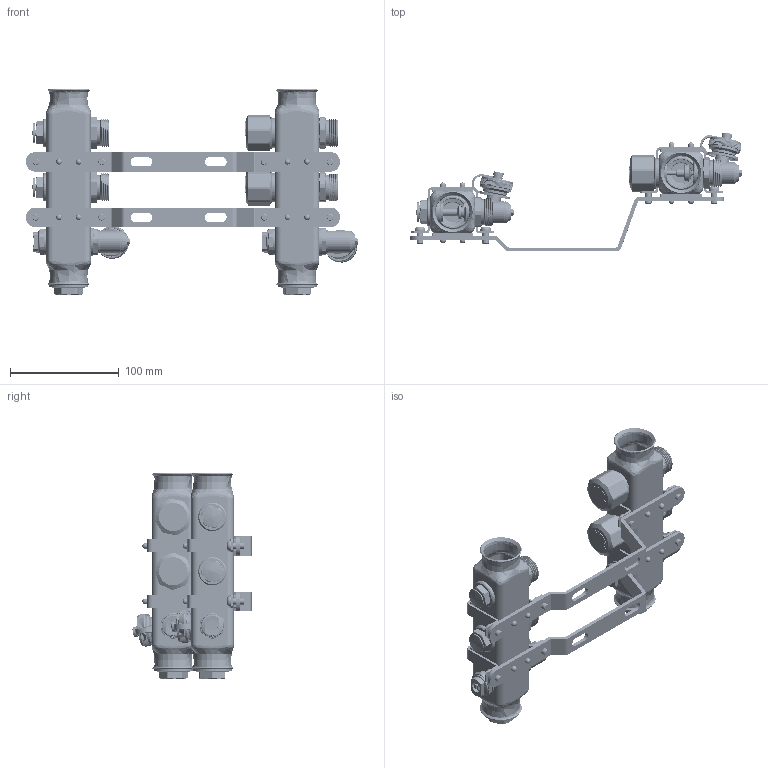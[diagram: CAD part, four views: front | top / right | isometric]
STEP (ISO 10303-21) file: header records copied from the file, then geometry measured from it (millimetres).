
FILE_DESCRIPTION (( 'STEP AP214' ), '1' );
FILE_NAME ('SSM-2R.STEP', '2023-11-11T17:26:33', ( '' ), ( '' ), 'SwSTEP 2.0', 'SolidWorks 2018', '' );
FILE_SCHEMA (( 'AUTOMOTIVE_DESIGN' ));
Length unit declared in the file: millimetre
Products named in the file (45): 滑菸煦阨ん盓殤; 7.6x1.9; 3100-15-01____.STEP; 蚾饜极す砎々; 縐遠; 肣菁啣; 滑菸盓殤縐遠; 粟銅杶; 霜講數3; 003裔赽; W3100-15邿阨概; 18X2; W3100-15邿阨概.STEP; SSM-2R; 齬ァ概呿蹋芛; 3100-15-05____.STEP; 3H; O____13x1.5.STEP; 齬ァ概羲壽; O____16x1.9.STEP; 3100-15-02____.STEP; 祥凄詩裝赽; 囀鞠褒諉芛; ѹñ; 326.200.00__________24.2x2.STEP; 懦伎鬥忒謫; 354.002.00__________.STEP; O____7x1.5.STEP; O____10x2.5.STEP; 黑簽; J002-FL; M6X12蹟佪; 3100-15-03____.STEP; 3100-15-04______.STEP; 003郪蚾; 18X2.5; O____22x2.STEP; 盓殤砎々18潔擒; 砎蝶菁啣; 概郋郪蚾3 ...
Assembly tree (63 placements, depth 5):
  SSM-2R
    概郋郪蚾3
      3H
      粟銅概郋蚾饜极  x2
        媼芛簽
        ѹñ
        祥凄詩裝赽
        粟銅杶
        肣菁啣
        砎蝶菁啣
        7.6x1.9
        18X2.5
      囀鞠褒諉芛  x2
      懦伎鬥忒謫  x2
      黑簽
      W3100-15邿阨概
        W3100-15邿阨概.STEP
          3100-15-01____.STEP
          3100-15-02____.STEP
          3100-15-03____.STEP
          3100-15-04______.STEP
          O____10x2.5.STEP
          O____13x1.5.STEP
          O____7x1.5.STEP
          O____22x2.STEP
          3100-15-05____.STEP
          326.200.00__________24.2x2.STEP
          O____16x1.9.STEP  x2
          354.002.00__________.STEP
      齬ァ概
        齬ァ概肣璃
        齬ァ概呿蹋芛
        齬ァ概羲壽
        18X2
    霜講數3
      3H
      W3100-15邿阨概
        W3100-15邿阨概.STEP
          3100-15-01____.STEP
          3100-15-02____.STEP
          3100-15-03____.STEP
          3100-15-04______.STEP
          O____10x2.5.STEP
          O____13x1.5.STEP
          O____7x1.5.STEP
          O____22x2.STEP
          3100-15-05____.STEP
          326.200.00__________24.2x2.STEP
          O____16x1.9.STEP  x2
          354.002.00__________.STEP
      齬ァ概
        齬ァ概肣璃
        齬ァ概呿蹋芛
        齬ァ概羲壽
        18X2
      黑簽
      囀鞠褒諉芛  x2
      003郪蚾  x2
        002
        J002-FL
Bounding box: 305.17 x 109.39 x 188.6 mm (x, y, z)
Volume: 276177.4 mm3; surface area: 284917.4 mm2
Topology: 90 solids, 90 shells, 3972 faces, 9986 edges, 6344 vertices
Faces by surface type: cylinder 1520, plane 1326, cone 640, torus 328, bspline 158
Entity records: 99117 total; most frequent: CARTESIAN_POINT 57665, ORIENTED_EDGE 8524, DIRECTION 8240, EDGE_CURVE 4262, AXIS2_PLACEMENT_3D 3357, VERTEX_POINT 2704, EDGE_LOOP 1864, FACE_OUTER_BOUND 1699
